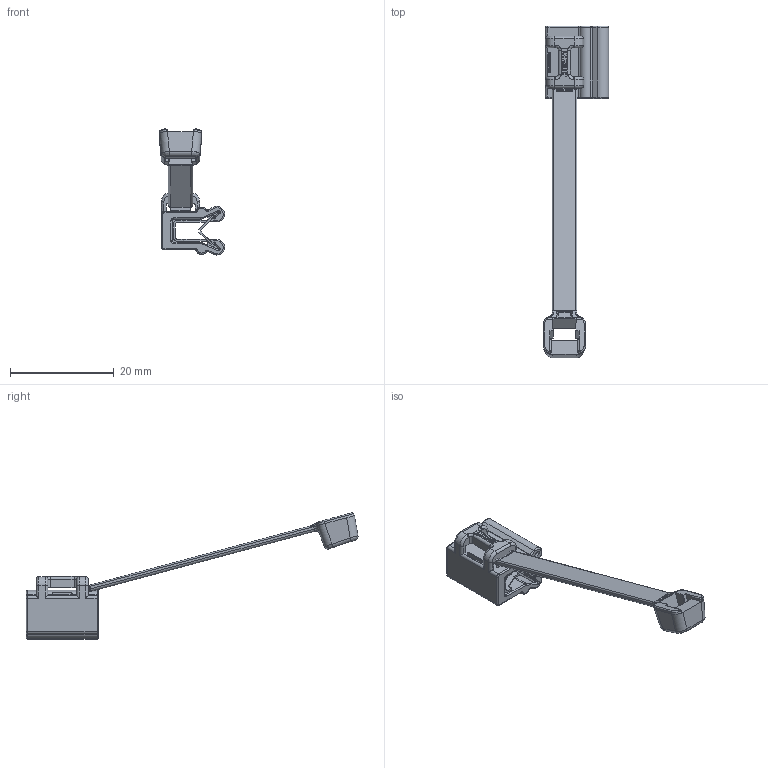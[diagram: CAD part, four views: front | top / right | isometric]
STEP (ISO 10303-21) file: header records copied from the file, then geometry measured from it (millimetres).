
FILE_DESCRIPTION (( 'STEP AP203' ), '1' );
FILE_NAME ('CMSB12-2S Customer.STEP', '2021-11-15T21:24:32', ( '' ), ( '' ), 'SwSTEP 2.0', 'SolidWorks 2018', '' );
FILE_SCHEMA (( 'CONFIG_CONTROL_DESIGN' ));
Length unit declared in the file: inch
Products named in the file (1): CMSB12-2S Customer
Bounding box: 12.57 x 64 x 24.32 mm (x, y, z)
Volume: 491.3 mm3; surface area: 2425.6 mm2
Topology: 2 solids, 4 shells, 589 faces, 1551 edges, 957 vertices
Faces by surface type: plane 251, cylinder 219, torus 55, bspline 52, sphere 8, cone 4
Entity records: 33117 total; most frequent: CARTESIAN_POINT 8179, ORIENTED_EDGE 5348, DIRECTION 5121, EDGE_CURVE 2674, AXIS2_PLACEMENT_3D 1833, VERTEX_POINT 1544, LINE 1456, VECTOR 1456
